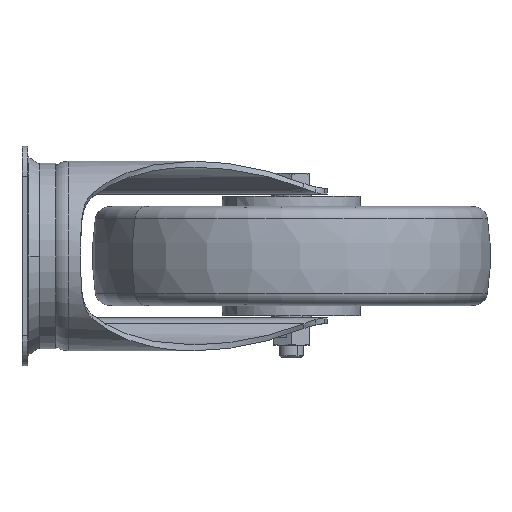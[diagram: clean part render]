
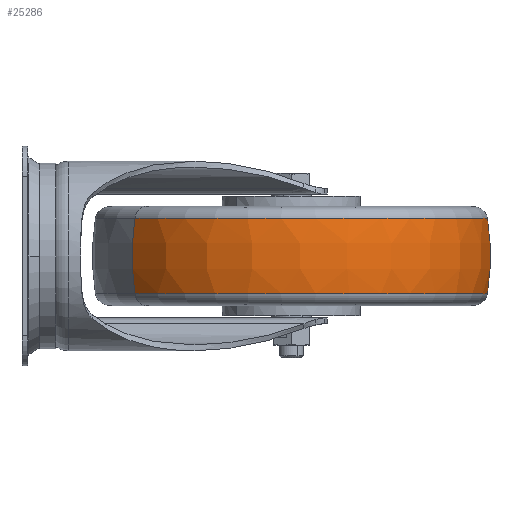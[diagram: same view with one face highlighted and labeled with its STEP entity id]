
A CAD part, left-side view. The second image highlights one B-rep face of the part: STEP entity #25286.
In plain terms, the highlighted toroidal (fillet/blend) face has major radius 10 mm and minor radius 110 mm.
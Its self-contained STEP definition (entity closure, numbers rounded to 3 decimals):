
#690 = AXIS2_PLACEMENT_3D ( 'NONE', #27591, #16923, #16772 ) ;
#1876 = VERTEX_POINT ( 'NONE', #7229 ) ;
#1933 = VERTEX_POINT ( 'NONE', #11610 ) ;
#2086 = CIRCLE ( 'NONE', #690, 98.372 ) ;
#2791 = EDGE_LOOP ( 'NONE', ( #7393, #10496, #3181, #13599 ) ) ;
#3181 = ORIENTED_EDGE ( 'NONE', *, *, #22241, .T. ) ;
#3625 = DIRECTION ( 'NONE',  ( 0.798, 0.603, 0. ) ) ;
#5929 = AXIS2_PLACEMENT_3D ( 'NONE', #15731, #19978, #14062 ) ;
#6017 = EDGE_CURVE ( 'NONE', #17225, #19316, #16715, .T. ) ;
#7229 = CARTESIAN_POINT ( 'NONE',  ( 114.315, -213.478, -22.223 ) ) ;
#7393 = ORIENTED_EDGE ( 'NONE', *, *, #25745, .F. ) ;
#7662 = FACE_OUTER_BOUND ( 'NONE', #2791, .T. ) ;
#9744 = CARTESIAN_POINT ( 'NONE',  ( 48.97, -127.022, -3.37 ) ) ;
#10212 = DIRECTION ( 'NONE',  ( -0.603, 0.798, 0. ) ) ;
#10496 = ORIENTED_EDGE ( 'NONE', *, *, #6017, .T. ) ;
#10887 = EDGE_CURVE ( 'NONE', #1876, #1933, #2086, .T. ) ;
#11610 = CARTESIAN_POINT ( 'NONE',  ( -4.315, -56.522, -22.223 ) ) ;
#11903 = CARTESIAN_POINT ( 'NONE',  ( 55., -135., -3.37 ) ) ;
#13599 = ORIENTED_EDGE ( 'NONE', *, *, #10887, .F. ) ;
#14062 = DIRECTION ( 'NONE',  ( -0.603, 0.798, 0. ) ) ;
#14517 = CIRCLE ( 'NONE', #20389, 110. ) ;
#15731 = CARTESIAN_POINT ( 'NONE',  ( 55., -135., 15.484 ) ) ;
#15902 = DIRECTION ( 'NONE',  ( -0.798, -0.603, 0. ) ) ;
#16184 = CARTESIAN_POINT ( 'NONE',  ( 61.03, -142.978, -3.37 ) ) ;
#16715 = CIRCLE ( 'NONE', #5929, 98.372 ) ;
#16772 = DIRECTION ( 'NONE',  ( -0.603, 0.798, 0. ) ) ;
#16923 = DIRECTION ( 'NONE',  ( 0., 0., -1. ) ) ;
#16925 = TOROIDAL_SURFACE ( 'NONE', #24180, -10., 110. ) ;
#17132 = CARTESIAN_POINT ( 'NONE',  ( 114.315, -213.478, 15.484 ) ) ;
#17225 = VERTEX_POINT ( 'NONE', #17132 ) ;
#19316 = VERTEX_POINT ( 'NONE', #20940 ) ;
#19978 = DIRECTION ( 'NONE',  ( 0., 0., -1. ) ) ;
#20389 = AXIS2_PLACEMENT_3D ( 'NONE', #16184, #15902, #26711 ) ;
#20884 = DIRECTION ( 'NONE',  ( -0.603, 0.798, 0. ) ) ;
#20940 = CARTESIAN_POINT ( 'NONE',  ( -4.315, -56.522, 15.484 ) ) ;
#21099 = DIRECTION ( 'NONE',  ( 0., 0., -1. ) ) ;
#22241 = EDGE_CURVE ( 'NONE', #19316, #1933, #14517, .T. ) ;
#24180 = AXIS2_PLACEMENT_3D ( 'NONE', #11903, #21099, #10212 ) ;
#25169 = CIRCLE ( 'NONE', #27879, 110. ) ;
#25286 = ADVANCED_FACE ( 'NONE', ( #7662 ), #16925, .T. ) ;
#25745 = EDGE_CURVE ( 'NONE', #17225, #1876, #25169, .T. ) ;
#26711 = DIRECTION ( 'NONE',  ( 0.603, -0.798, 0. ) ) ;
#27591 = CARTESIAN_POINT ( 'NONE',  ( 55., -135., -22.223 ) ) ;
#27879 = AXIS2_PLACEMENT_3D ( 'NONE', #9744, #3625, #20884 ) ;
